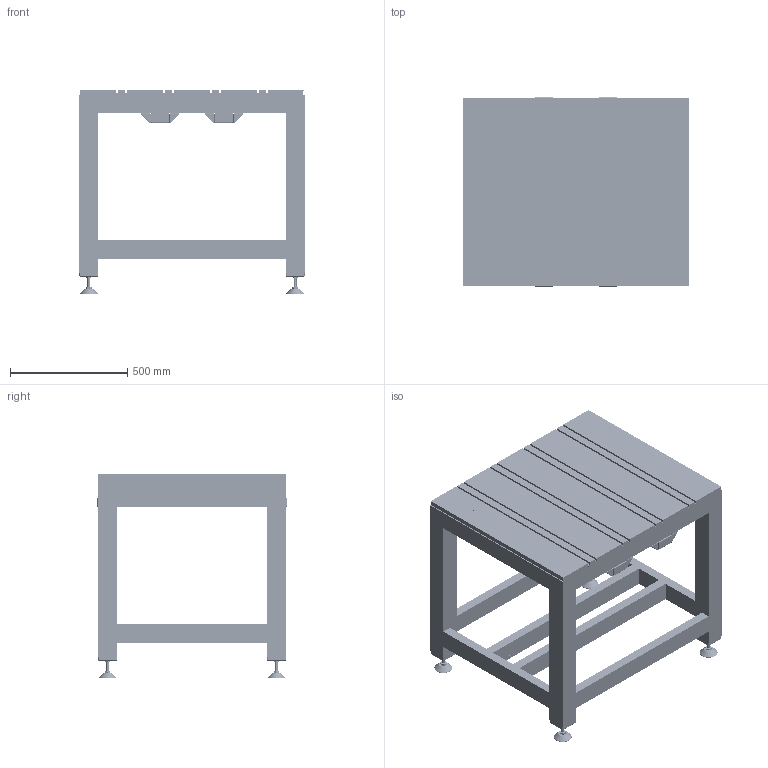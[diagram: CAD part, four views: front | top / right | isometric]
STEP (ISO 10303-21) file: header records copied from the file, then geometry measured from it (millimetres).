
FILE_DESCRIPTION( ( 'Unknown' ), '1' );
FILE_NAME( 'KL-100585.stp', 'Unknown', ( 'Unknown' ), ( 'Unknown' ), 'PSStep 17.0.49', 'Unknown', ' ' );
FILE_SCHEMA( ( 'AUTOMOTIVE_DESIGN { 1 0 10303 214 1 1 1 1 }' ) );
Length unit declared in the file: millimetre
Products named in the file (21): Tischbein; Profil 8 80x80 E _ 7000029 - 760 mm; Stellfuß D80, M12x160 _ 0026568 - 74 mm; Transport- und Fußplatte 8 80x80 M12 _ 0040622; Querprofil 800; Profil 8 80x40 leicht _ 0002634 - 800 mm; Automatik-Verbindungssatz 8, verzinkt _ 0038808 - V2; Querprofil 880; Profil 8 80x40 leicht _ 0002634 - 880 mm; Querprofil 640; Profil 8 80x40 leicht _ 0002634 - 640 mm; Querprofil mit Winkelsatz; Winkelsatz 8 40x40 _ 0041115 - V1; Abdeckkappe 8 80x40 _ 0002602; Seitenteil; Nutenprofile; Plattenprofil 8 152x20 _ 0046579 - 800 - 1; Plattenverbindungsprofil 8 55x20 _ 0046580 - 800 mm; Tisch; Assem1
Assembly tree (60 placements, depth 5):
  Assem1
    Tisch
      Seitenteil  x2
        Tischbein
          Profil 8 80x80 E _ 7000029 - 760 mm
          Stellfuß D80, M12x160 _ 0026568 - 74 mm
          Transport- und Fußplatte 8 80x80 M12 _ 0040622
        Querprofil 800
          Profil 8 80x40 leicht _ 0002634 - 800 mm
          Automatik-Verbindungssatz 8, verzinkt _ 0038808 - V2  x4
      Querprofil 640  x4
        Profil 8 80x40 leicht _ 0002634 - 640 mm
        Automatik-Verbindungssatz 8, verzinkt _ 0038808 - V2
      Querprofil 880  x4
        Profil 8 80x40 leicht _ 0002634 - 880 mm
        Automatik-Verbindungssatz 8, verzinkt _ 0038808 - V2
      Querprofil mit Winkelsatz  x2
        Profil 8 80x40 leicht _ 0002634 - 800 mm
        Winkelsatz 8 40x40 _ 0041115 - V1
        Winkelsatz 8 40x40 _ 0041115 - V1
        Abdeckkappe 8 80x40 _ 0002602
    Nutenprofile
      Plattenprofil 8 152x20 _ 0046579 - 800 - 1  x5
      Plattenverbindungsprofil 8 55x20 _ 0046580 - 800 mm  x4
Bounding box: 960 x 808 x 870 mm (x, y, z)
Volume: 68575056.8 mm3; surface area: 6883521.6 mm2
Topology: 119 solids, 119 shells, 3786 faces, 9676 edges, 6416 vertices
Faces by surface type: plane 2234, cylinder 1172, cone 236, torus 80, bspline 64
Full cylindrical faces by diameter (mm): 6 x192, 6.5 x64, 6.8 x60, 8 x64, 8.2 x16, 8.5 x4, 9 x16, 10 x128, 10.106 x4, 12 x72, 15 x16, 68 x4, 76 x4
Entity records: 16386 total; most frequent: CARTESIAN_POINT 3337, DIRECTION 1954, ORIENTED_EDGE 1898, EDGE_CURVE 949, LINE 694, VECTOR 694, VERTEX_POINT 649, AXIS2_PLACEMENT_3D 630
